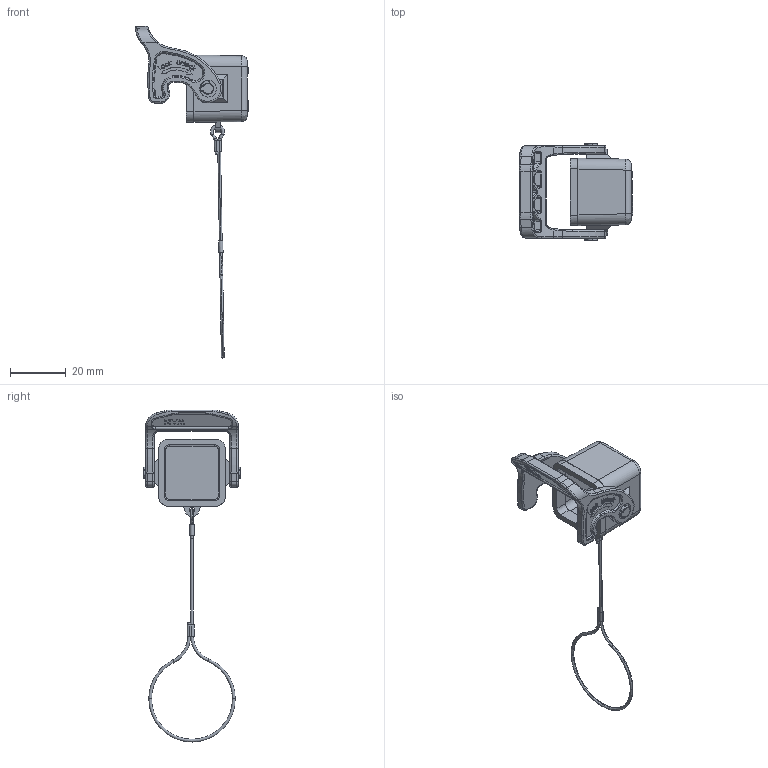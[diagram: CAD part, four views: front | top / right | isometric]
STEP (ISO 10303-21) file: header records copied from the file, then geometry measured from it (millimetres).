
FILE_DESCRIPTION((''),'2;1');
FILE_NAME('3D_1100030208003_H3A-CV-1L_1F_2','2022-08-04T',('xf.gao'),(''),'PRO/ENGINEER BY PARAMETRIC TECHNOLOGY CORPORATION, 2012480','PRO/ENGINEER BY PARAMETRIC TECHNOLOGY CORPORATION, 2012480','');
FILE_SCHEMA(('CONFIG_CONTROL_DESIGN'));
Length unit declared in the file: millimetre
Products named in the file (1): 3D_1100030208003_H3A-CV-1L_1F_2
Bounding box: 40.65 x 35 x 118.97 mm (x, y, z)
Volume: 6695.1 mm3; surface area: 8722.6 mm2
Topology: 1 solids, 1 shells, 858 faces, 2210 edges, 1396 vertices
Faces by surface type: plane 365, cylinder 183, bspline 166, torus 106, cone 22, extrusion 12, sphere 4
Entity records: 35722 total; most frequent: CARTESIAN_POINT 15951, ORIENTED_EDGE 4404, DIRECTION 3605, EDGE_CURVE 2202, VERTEX_POINT 1396, AXIS2_PLACEMENT_3D 1225, VECTOR 1155, LINE 1143
